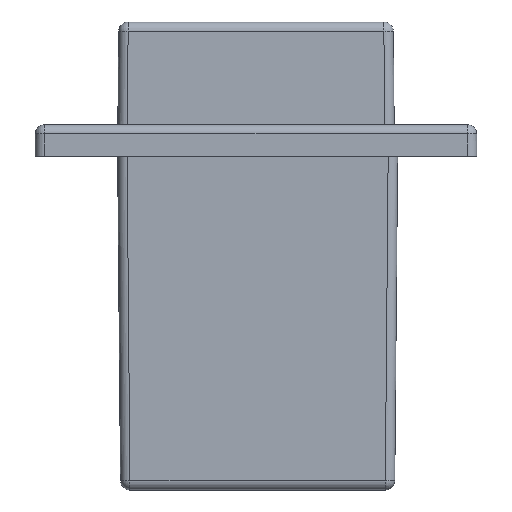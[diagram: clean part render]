
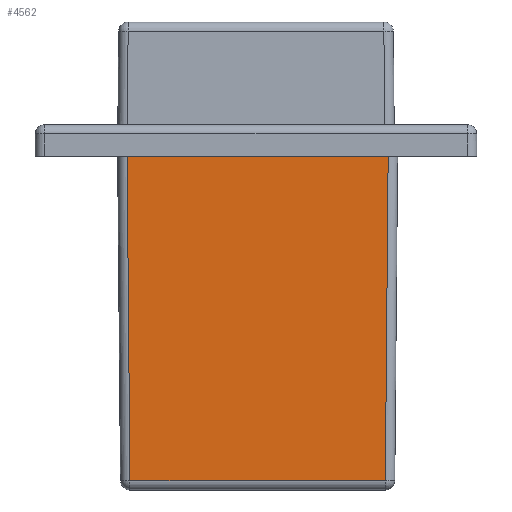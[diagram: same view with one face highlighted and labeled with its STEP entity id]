
A CAD part, left-side view. The second image highlights one B-rep face of the part: STEP entity #4562.
In plain terms, the highlighted planar face has unit normal (-1, 0, -0.009).
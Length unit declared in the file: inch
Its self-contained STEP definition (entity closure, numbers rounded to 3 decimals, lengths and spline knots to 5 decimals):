
#3059 = DIRECTION ( 'NONE',  ( 0.009, -0.009, -1. ) ) ;
#4562 = ADVANCED_FACE ( '?3', ( #33184 ), #37659, .T. ) ;
#5935 = CARTESIAN_POINT ( 'NONE',  ( -0.3287, 0.41366, 0.98819 ) ) ;
#9598 = CARTESIAN_POINT ( 'NONE',  ( -0.32008, 0.40504, 0.00026 ) ) ;
#14092 = EDGE_CURVE ( 'NONE', #70963, #34320, #29151, .T. ) ;
#17772 = CARTESIAN_POINT ( 'NONE',  ( -0.3287, -0.41367, 0.98845 ) ) ;
#17900 = VERTEX_POINT ( 'NONE', #37027 ) ;
#20076 = LINE ( 'NONE', #9598, #82681 ) ;
#24526 = DIRECTION ( 'NONE',  ( -0.009, 0., 1. ) ) ;
#26399 = CARTESIAN_POINT ( 'NONE',  ( -0.3287, 0.43504, 0.98819 ) ) ;
#29151 = LINE ( 'NONE', #26399, #31197 ) ;
#29737 = DIRECTION ( 'NONE',  ( -0.009, -0.009, 1. ) ) ;
#31197 = VECTOR ( 'NONE', #39840, 39.37008 ) ;
#31423 = ORIENTED_EDGE ( 'NONE', *, *, #35014, .T. ) ;
#32458 = DIRECTION ( 'NONE',  ( 0., -1., 0. ) ) ;
#33184 = FACE_OUTER_BOUND ( 'NONE', #65131, .T. ) ;
#34320 = VERTEX_POINT ( 'NONE', #74410 ) ;
#35004 = LINE ( 'NONE', #17772, #65335 ) ;
#35014 = EDGE_CURVE ( '??91', #37406, #17900, #44745, .T. ) ;
#37027 = CARTESIAN_POINT ( 'NONE',  ( -0.31973, -0.40469, -0.04034 ) ) ;
#37103 = CARTESIAN_POINT ( 'NONE',  ( -0.32008, 0.43504, 0. ) ) ;
#37406 = VERTEX_POINT ( 'NONE', #42700 ) ;
#37659 = PLANE ( 'NONE',  #52662 ) ;
#39067 = CARTESIAN_POINT ( 'NONE',  ( -0.31973, -0.43443, -0.04034 ) ) ;
#39840 = DIRECTION ( 'NONE',  ( 0., -1., 0. ) ) ;
#42700 = CARTESIAN_POINT ( 'NONE',  ( -0.31973, 0.40469, -0.04034 ) ) ;
#44745 = LINE ( 'NONE', #39067, #54799 ) ;
#49518 = EDGE_CURVE ( 'NONE', #70963, #37406, #20076, .T. ) ;
#50367 = DIRECTION ( 'NONE',  ( -1., 0., -0.009 ) ) ;
#52662 = AXIS2_PLACEMENT_3D ( 'NONE', #37103, #50367, #24526 ) ;
#54298 = ORIENTED_EDGE ( 'NONE', *, *, #69727, .T. ) ;
#54799 = VECTOR ( 'NONE', #32458, 39.37008 ) ;
#58840 = ORIENTED_EDGE ( 'NONE', *, *, #14092, .F. ) ;
#65131 = EDGE_LOOP ( 'NONE', ( #31423, #54298, #58840, #80174 ) ) ;
#65335 = VECTOR ( 'NONE', #29737, 39.37008 ) ;
#69727 = EDGE_CURVE ( 'NONE', #17900, #34320, #35004, .T. ) ;
#70963 = VERTEX_POINT ( 'NONE', #5935 ) ;
#74410 = CARTESIAN_POINT ( 'NONE',  ( -0.3287, -0.41366, 0.98819 ) ) ;
#80174 = ORIENTED_EDGE ( 'NONE', *, *, #49518, .T. ) ;
#82681 = VECTOR ( 'NONE', #3059, 39.37008 ) ;
